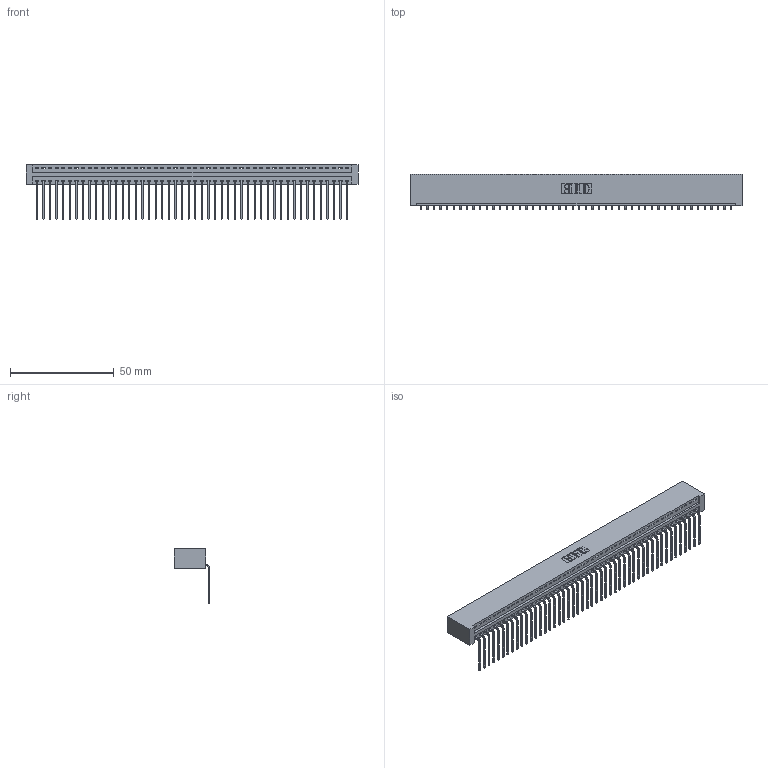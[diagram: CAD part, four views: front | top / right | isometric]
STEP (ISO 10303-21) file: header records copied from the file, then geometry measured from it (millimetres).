
FILE_DESCRIPTION (( 'STEP AP203' ), '1' );
FILE_NAME ('396-048-559-101.STEP', '2019-10-31T23:31:06', ( '' ), ( '' ), 'SwSTEP 2.0', 'SolidWorks 2016', '' );
FILE_SCHEMA (( 'CONFIG_CONTROL_DESIGN' ));
Length unit declared in the file: inch
Products named in the file (3): 346 Part_No Mounting Lugs; 345-292-001_558 559 Tail - 1; 396-048-559-101
Assembly tree (49 placements, depth 2):
  396-048-559-101
    346 Part_No Mounting Lugs
    345-292-001_558 559 Tail - 1  x48
Bounding box: 159.64 x 17.08 x 26.16 mm (x, y, z)
Volume: 16031.7 mm3; surface area: 21131.4 mm2
Topology: 49 solids, 49 shells, 2994 faces, 9041 edges, 5962 vertices
Faces by surface type: plane 2088, cylinder 906
Entity records: 28789 total; most frequent: CARTESIAN_POINT 4940, ORIENTED_EDGE 4922, DIRECTION 4345, EDGE_CURVE 2461, VECTOR 2145, LINE 2145, VERTEX_POINT 1638, AXIS2_PLACEMENT_3D 1100
